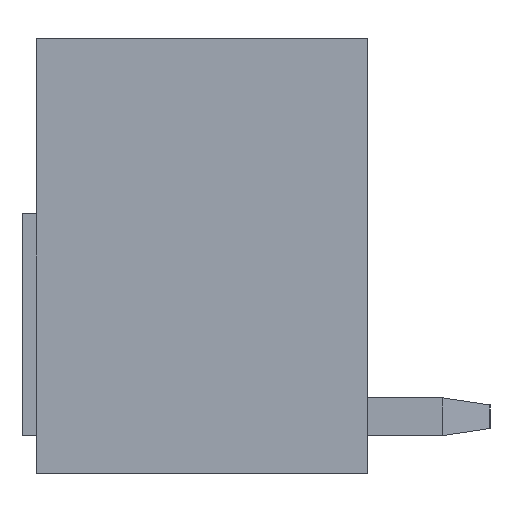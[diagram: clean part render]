
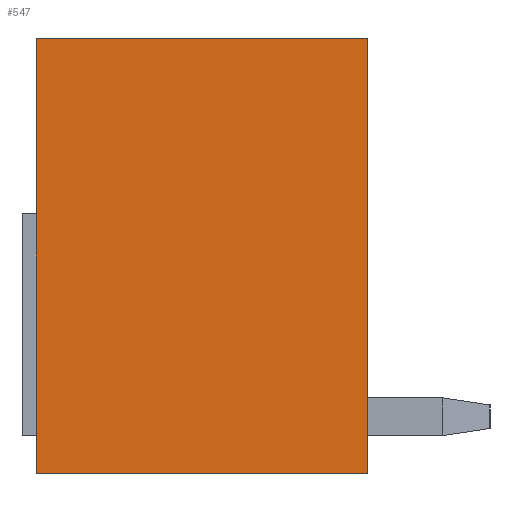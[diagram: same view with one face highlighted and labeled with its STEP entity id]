
A CAD part, left-side view. The second image highlights one B-rep face of the part: STEP entity #547.
In plain terms, the highlighted planar face has unit normal (-1, 0, 0).
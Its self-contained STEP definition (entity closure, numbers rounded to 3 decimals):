
#547 = ADVANCED_FACE( '', ( #1236 ), #1237, .T. );
#1236 = FACE_OUTER_BOUND( '', #2074, .T. );
#1237 = PLANE( '', #2075 );
#2074 = EDGE_LOOP( '', ( #3591, #3592, #3593, #3594 ) );
#2075 = AXIS2_PLACEMENT_3D( '', #3595, #3596, #3597 );
#3591 = ORIENTED_EDGE( '', *, *, #5473, .F. );
#3592 = ORIENTED_EDGE( '', *, *, #5217, .F. );
#3593 = ORIENTED_EDGE( '', *, *, #5029, .T. );
#3594 = ORIENTED_EDGE( '', *, *, #5297, .T. );
#3595 = CARTESIAN_POINT( '', ( 0., 7., 9.2 ) );
#3596 = DIRECTION( '', ( -1., 0., 0. ) );
#3597 = DIRECTION( '', ( 0., 0., 1. ) );
#5029 = EDGE_CURVE( '', #6061, #6059, #6062, .T. );
#5217 = EDGE_CURVE( '', #6061, #6379, #6380, .T. );
#5297 = EDGE_CURVE( '', #6059, #6499, #6501, .T. );
#5473 = EDGE_CURVE( '', #6379, #6499, #6767, .T. );
#6059 = VERTEX_POINT( '', #7520 );
#6061 = VERTEX_POINT( '', #7523 );
#6062 = LINE( '', #7524, #7525 );
#6379 = VERTEX_POINT( '', #7981 );
#6380 = LINE( '', #7982, #7983 );
#6499 = VERTEX_POINT( '', #8144 );
#6501 = LINE( '', #8147, #8148 );
#6767 = LINE( '', #8542, #8543 );
#7520 = CARTESIAN_POINT( '', ( 0., 7., 0. ) );
#7523 = CARTESIAN_POINT( '', ( 0., 7., 9.2 ) );
#7524 = CARTESIAN_POINT( '', ( 0., 7., 9.2 ) );
#7525 = VECTOR( '', #9180, 1000. );
#7981 = CARTESIAN_POINT( '', ( 0., 0., 9.2 ) );
#7982 = CARTESIAN_POINT( '', ( 0., 7., 9.2 ) );
#7983 = VECTOR( '', #9368, 1000. );
#8144 = CARTESIAN_POINT( '', ( 0., 0., 0. ) );
#8147 = CARTESIAN_POINT( '', ( 0., 7., 0. ) );
#8148 = VECTOR( '', #9460, 1000. );
#8542 = CARTESIAN_POINT( '', ( 0., 0., 9.2 ) );
#8543 = VECTOR( '', #9649, 1000. );
#9180 = DIRECTION( '', ( 0., 0., -1. ) );
#9368 = DIRECTION( '', ( 0., -1., 0. ) );
#9460 = DIRECTION( '', ( 0., -1., 0. ) );
#9649 = DIRECTION( '', ( 0., 0., -1. ) );
